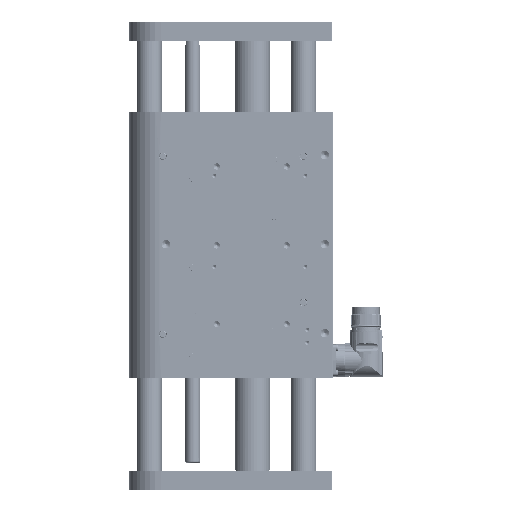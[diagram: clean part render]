
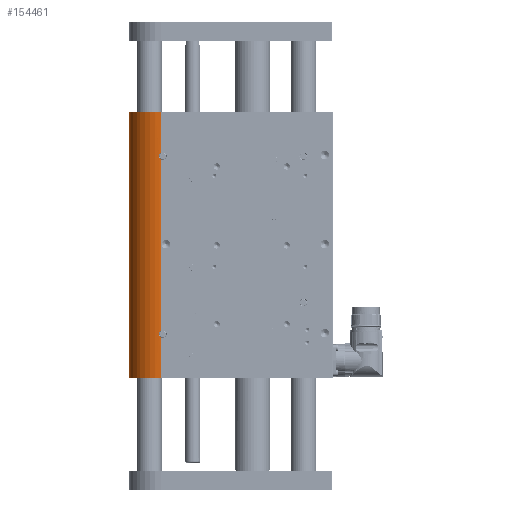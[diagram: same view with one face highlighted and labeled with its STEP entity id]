
A CAD part, left-side view. The second image highlights one B-rep face of the part: STEP entity #154461.
In plain terms, the highlighted cylindrical face has radius 25 mm (diameter 50 mm), a partial arc.
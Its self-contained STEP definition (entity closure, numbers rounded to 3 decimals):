
#1967 = VERTEX_POINT ( 'NONE', #30935 ) ;
#3638 = CARTESIAN_POINT ( 'NONE',  ( -25., 72., 31.873 ) ) ;
#6817 = CARTESIAN_POINT ( 'NONE',  ( -24.997, 72.441, 176.831 ) ) ;
#7764 = CARTESIAN_POINT ( 'NONE',  ( -25., 72., 209. ) ) ;
#9442 = EDGE_CURVE ( 'NONE', #137064, #107183, #139767, .T. ) ;
#13132 = B_SPLINE_CURVE_WITH_KNOTS ( 'NONE', 3,
 ( #3638, #77107, #90442, #51782, #39985, #54849, #65197, #88127, #30425, #101575, #66757, #103096, #136336, #39206, #87366, #137927, #29627, #27315, #28112, #89694 ),
 .UNSPECIFIED., .F., .F.,
 ( 4, 2, 2, 2, 2, 2, 2, 2, 2, 4 ),
 ( 0., 0.001, 0.002, 0.003, 0.003, 0.004, 0.004, 0.005, 0.006, 0.006 ),
 .UNSPECIFIED. ) ;
#13624 = EDGE_CURVE ( 'NONE', #98739, #55794, #20418, .T. ) ;
#18301 = EDGE_CURVE ( 'NONE', #137064, #55794, #76812, .T. ) ;
#18838 = DIRECTION ( 'NONE',  ( 0., 0., -1. ) ) ;
#19595 = DIRECTION ( 'NONE',  ( 1., 0., 0. ) ) ;
#20298 = CARTESIAN_POINT ( 'NONE',  ( -24.982, 72.964, 176.244 ) ) ;
#20418 = LINE ( 'NONE', #142852, #25864 ) ;
#21327 = ORIENTED_EDGE ( 'NONE', *, *, #115025, .T. ) ;
#23333 = CARTESIAN_POINT ( 'NONE',  ( 0., 72., 209. ) ) ;
#24220 = CARTESIAN_POINT ( 'NONE',  ( -25., 72., 37.127 ) ) ;
#24400 = CIRCLE ( 'NONE', #89992, 25. ) ;
#24604 = CARTESIAN_POINT ( 'NONE',  ( -25., 72., 0. ) ) ;
#25864 = VECTOR ( 'NONE', #33795, 1000. ) ;
#27315 = CARTESIAN_POINT ( 'NONE',  ( -24.997, 72.441, 36.831 ) ) ;
#28112 = CARTESIAN_POINT ( 'NONE',  ( -25., 72.23, 36.996 ) ) ;
#29627 = CARTESIAN_POINT ( 'NONE',  ( -24.988, 72.807, 36.455 ) ) ;
#30425 = CARTESIAN_POINT ( 'NONE',  ( -24.956, 73.481, 34.239 ) ) ;
#30566 = CARTESIAN_POINT ( 'NONE',  ( -24.988, 72.807, 172.545 ) ) ;
#30935 = CARTESIAN_POINT ( 'NONE',  ( -25., 72., 31.873 ) ) ;
#31329 = EDGE_LOOP ( 'NONE', ( #81850, #21327, #117556, #80433, #75023, #42664, #123957, #60344 ) ) ;
#33795 = DIRECTION ( 'NONE',  ( 0., 0., -1. ) ) ;
#33819 = EDGE_CURVE ( 'NONE', #53738, #78421, #24400, .T. ) ;
#33984 = CARTESIAN_POINT ( 'NONE',  ( 25., 72., 209. ) ) ;
#37905 = VECTOR ( 'NONE', #91171, 1000. ) ;
#39206 = CARTESIAN_POINT ( 'NONE',  ( -24.965, 73.317, 35.537 ) ) ;
#39985 = CARTESIAN_POINT ( 'NONE',  ( -24.982, 72.963, 32.756 ) ) ;
#42664 = ORIENTED_EDGE ( 'NONE', *, *, #76209, .F. ) ;
#43029 = CARTESIAN_POINT ( 'NONE',  ( -25., 72., 209. ) ) ;
#43268 = CARTESIAN_POINT ( 'NONE',  ( -24.957, 73.473, 174.762 ) ) ;
#51782 = CARTESIAN_POINT ( 'NONE',  ( -24.988, 72.807, 32.545 ) ) ;
#51926 = CARTESIAN_POINT ( 'NONE',  ( -25., 72., 209. ) ) ;
#53738 = VERTEX_POINT ( 'NONE', #62706 ) ;
#54254 = CARTESIAN_POINT ( 'NONE',  ( -24.97, 73.221, 175.78 ) ) ;
#54849 = CARTESIAN_POINT ( 'NONE',  ( -24.971, 73.22, 33.218 ) ) ;
#55794 = VERTEX_POINT ( 'NONE', #71719 ) ;
#55813 = CARTESIAN_POINT ( 'NONE',  ( -24.988, 72.807, 176.455 ) ) ;
#57340 = CARTESIAN_POINT ( 'NONE',  ( -24.997, 72.438, 172.166 ) ) ;
#60344 = ORIENTED_EDGE ( 'NONE', *, *, #33819, .T. ) ;
#62706 = CARTESIAN_POINT ( 'NONE',  ( 25., 72., 0. ) ) ;
#65197 = CARTESIAN_POINT ( 'NONE',  ( -24.965, 73.317, 33.464 ) ) ;
#65649 = AXIS2_PLACEMENT_3D ( 'NONE', #141002, #140238, #92772 ) ;
#66130 = CARTESIAN_POINT ( 'NONE',  ( -25., 72.23, 176.996 ) ) ;
#66757 = CARTESIAN_POINT ( 'NONE',  ( -24.957, 73.473, 34.762 ) ) ;
#67648 = CARTESIAN_POINT ( 'NONE',  ( -25., 72.229, 172.004 ) ) ;
#69959 = DIRECTION ( 'NONE',  ( 0., 0., -1. ) ) ;
#71156 = LINE ( 'NONE', #33984, #83750 ) ;
#71562 = DIRECTION ( 'NONE',  ( -1., 0., 0. ) ) ;
#71719 = CARTESIAN_POINT ( 'NONE',  ( -25., 72., 177.127 ) ) ;
#72616 = EDGE_CURVE ( 'NONE', #80758, #53738, #71156, .T. ) ;
#75023 = ORIENTED_EDGE ( 'NONE', *, *, #13624, .F. ) ;
#76209 = EDGE_CURVE ( 'NONE', #80758, #98739, #113956, .T. ) ;
#76812 = B_SPLINE_CURVE_WITH_KNOTS ( 'NONE', 3,
 ( #123875, #67648, #57340, #30566, #102464, #141174, #104041, #89828, #115895, #104826, #43268, #127730, #117432, #128507, #54254, #20298, #55813, #6817, #66130, #152265 ),
 .UNSPECIFIED., .F., .F.,
 ( 4, 2, 2, 2, 2, 2, 2, 2, 2, 4 ),
 ( 0., 0.001, 0.002, 0.003, 0.003, 0.004, 0.004, 0.005, 0.006, 0.006 ),
 .UNSPECIFIED. ) ;
#77107 = CARTESIAN_POINT ( 'NONE',  ( -25., 72.229, 32.004 ) ) ;
#78421 = VERTEX_POINT ( 'NONE', #24604 ) ;
#78558 = LINE ( 'NONE', #43029, #37905 ) ;
#80433 = ORIENTED_EDGE ( 'NONE', *, *, #18301, .T. ) ;
#80623 = DIRECTION ( 'NONE',  ( 0., 0., -1. ) ) ;
#80758 = VERTEX_POINT ( 'NONE', #105101 ) ;
#81850 = ORIENTED_EDGE ( 'NONE', *, *, #105847, .F. ) ;
#83750 = VECTOR ( 'NONE', #80623, 1000. ) ;
#87366 = CARTESIAN_POINT ( 'NONE',  ( -24.97, 73.221, 35.78 ) ) ;
#88127 = CARTESIAN_POINT ( 'NONE',  ( -24.958, 73.448, 33.973 ) ) ;
#89694 = CARTESIAN_POINT ( 'NONE',  ( -25., 72., 37.127 ) ) ;
#89828 = CARTESIAN_POINT ( 'NONE',  ( -24.958, 73.448, 173.973 ) ) ;
#89992 = AXIS2_PLACEMENT_3D ( 'NONE', #116006, #127833, #19595 ) ;
#90442 = CARTESIAN_POINT ( 'NONE',  ( -24.997, 72.438, 32.166 ) ) ;
#91171 = DIRECTION ( 'NONE',  ( 0., 0., -1. ) ) ;
#92772 = DIRECTION ( 'NONE',  ( 1., 0., 0. ) ) ;
#98739 = VERTEX_POINT ( 'NONE', #51926 ) ;
#101575 = CARTESIAN_POINT ( 'NONE',  ( -24.956, 73.481, 34.632 ) ) ;
#102464 = CARTESIAN_POINT ( 'NONE',  ( -24.982, 72.963, 172.756 ) ) ;
#103096 = CARTESIAN_POINT ( 'NONE',  ( -24.958, 73.44, 35.024 ) ) ;
#104041 = CARTESIAN_POINT ( 'NONE',  ( -24.965, 73.317, 173.464 ) ) ;
#104826 = CARTESIAN_POINT ( 'NONE',  ( -24.956, 73.481, 174.632 ) ) ;
#105101 = CARTESIAN_POINT ( 'NONE',  ( 25., 72., 209. ) ) ;
#105529 = CYLINDRICAL_SURFACE ( 'NONE', #148869, 25. ) ;
#105847 = EDGE_CURVE ( 'NONE', #1967, #78421, #78558, .T. ) ;
#107183 = VERTEX_POINT ( 'NONE', #24220 ) ;
#113387 = VECTOR ( 'NONE', #18838, 1000. ) ;
#113956 = CIRCLE ( 'NONE', #65649, 25. ) ;
#115025 = EDGE_CURVE ( 'NONE', #1967, #107183, #13132, .T. ) ;
#115895 = CARTESIAN_POINT ( 'NONE',  ( -24.956, 73.481, 174.239 ) ) ;
#116006 = CARTESIAN_POINT ( 'NONE',  ( 0., 72., 0. ) ) ;
#117432 = CARTESIAN_POINT ( 'NONE',  ( -24.96, 73.415, 175.155 ) ) ;
#117556 = ORIENTED_EDGE ( 'NONE', *, *, #9442, .F. ) ;
#123875 = CARTESIAN_POINT ( 'NONE',  ( -25., 72., 171.873 ) ) ;
#123957 = ORIENTED_EDGE ( 'NONE', *, *, #72616, .T. ) ;
#127730 = CARTESIAN_POINT ( 'NONE',  ( -24.958, 73.44, 175.024 ) ) ;
#127833 = DIRECTION ( 'NONE',  ( 0., 0., 1. ) ) ;
#128507 = CARTESIAN_POINT ( 'NONE',  ( -24.965, 73.317, 175.537 ) ) ;
#129254 = FACE_OUTER_BOUND ( 'NONE', #31329, .T. ) ;
#135307 = CARTESIAN_POINT ( 'NONE',  ( -25., 72., 171.873 ) ) ;
#136336 = CARTESIAN_POINT ( 'NONE',  ( -24.96, 73.415, 35.155 ) ) ;
#137064 = VERTEX_POINT ( 'NONE', #135307 ) ;
#137927 = CARTESIAN_POINT ( 'NONE',  ( -24.982, 72.964, 36.244 ) ) ;
#139767 = LINE ( 'NONE', #7764, #113387 ) ;
#140238 = DIRECTION ( 'NONE',  ( 0., 0., 1. ) ) ;
#141002 = CARTESIAN_POINT ( 'NONE',  ( 0., 72., 209. ) ) ;
#141174 = CARTESIAN_POINT ( 'NONE',  ( -24.971, 73.22, 173.218 ) ) ;
#142852 = CARTESIAN_POINT ( 'NONE',  ( -25., 72., 209. ) ) ;
#148869 = AXIS2_PLACEMENT_3D ( 'NONE', #23333, #69959, #71562 ) ;
#152265 = CARTESIAN_POINT ( 'NONE',  ( -25., 72., 177.127 ) ) ;
#154461 = ADVANCED_FACE ( 'NONE', ( #129254 ), #105529, .T. ) ;
